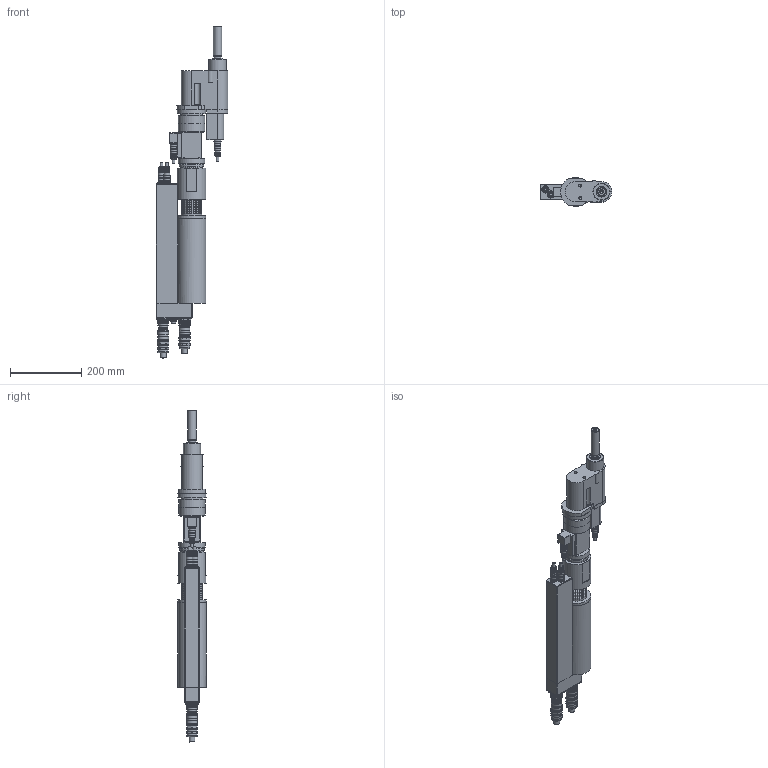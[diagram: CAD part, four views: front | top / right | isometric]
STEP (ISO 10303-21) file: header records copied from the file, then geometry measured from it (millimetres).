
FILE_DESCRIPTION((''),'2;1');
FILE_NAME('947580A1.stp','2011-03-25T14:00:36',('e4c32'),(''),'Autodesk Inventor 11','Autodesk Inventor 11','');
FILE_SCHEMA(('AUTOMOTIVE_DESIGN { 1 0 10303 214 1 1 1 1 }'));
Length unit declared in the file: millimetre
Products named in the file (7): 947580A1_IAM_001; 3VK2B_IPT_001.ipt_versetzter Abtrieb; 3KXB_IPT_001; 3BTS-3BXA_IPT_001.ipt_Motor und Getriebe; 961089-002_IPT_002.ipt_Stecker gerade; 961104-005_IPT_002.ipt_Stecker gerade; 961104-005_IPT_001.ipt_Stecker gerade
Assembly tree (9 placements, depth 2):
  947580A1_IAM_001
    3VK2B_IPT_001.ipt_versetzter Abtrieb
    3KXB_IPT_001
    3BTS-3BXA_IPT_001.ipt_Motor und Getriebe
    961089-002_IPT_002.ipt_Stecker gerade  x4
    961104-005_IPT_002.ipt_Stecker gerade
    961104-005_IPT_001.ipt_Stecker gerade
Bounding box: 201.38 x 80 x 931.9 mm (x, y, z)
Volume: 4577349.5 mm3; surface area: 401161.4 mm2
Topology: 9 solids, 9 shells, 953 faces, 2197 edges, 1386 vertices
Faces by surface type: plane 609, cylinder 269, cone 46, torus 22, bspline 7
Full cylindrical faces by diameter (mm): 5.5 x4, 8 x4, 12 x1, 13 x1, 13.4 x4, 13.5 x2, 14 x20, 14.2 x4, 15.5 x2, 16 x13, 16.5 x2, 17.5 x2, 17.587 x8, 18 x7, 18.7 x8, 20 x6, 21.5 x1, 22.5 x2, 22.8 x1, 24 x2, 25 x1, 25.5 x1, 26.4 x1, 27.047 x1, 28 x2, 28.5 x1, 29 x1, 29.4 x3, 29.5 x2, 29.8 x4
Entity records: 23247 total; most frequent: CARTESIAN_POINT 4577, DIRECTION 3805, ORIENTED_EDGE 3670, EDGE_CURVE 1835, AXIS2_PLACEMENT_3D 1365, VERTEX_POINT 1255, EDGE_LOOP 1098, VECTOR 1075
